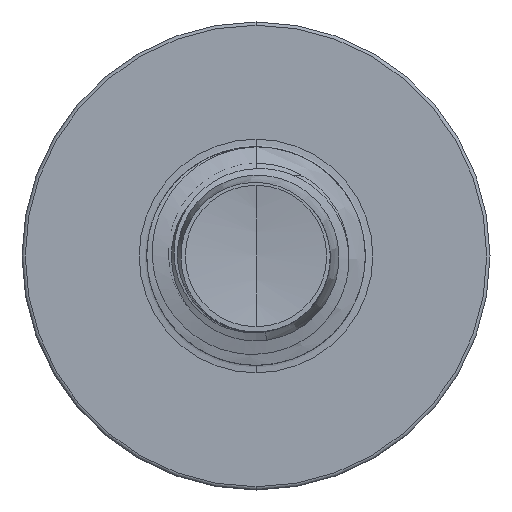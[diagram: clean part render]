
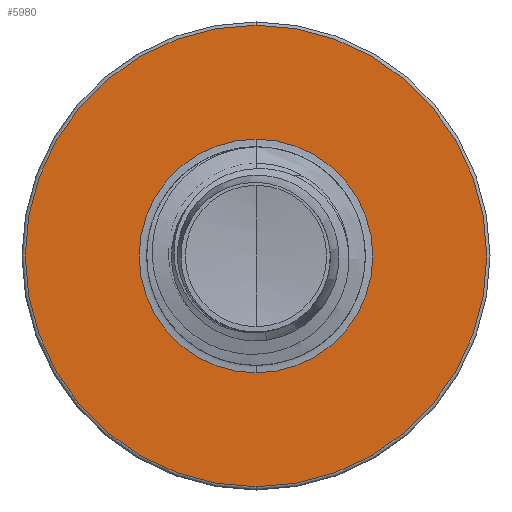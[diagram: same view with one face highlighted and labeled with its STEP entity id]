
A CAD part, front view. The second image highlights one B-rep face of the part: STEP entity #5980.
In plain terms, the highlighted planar face has unit normal (0, -1, 0).
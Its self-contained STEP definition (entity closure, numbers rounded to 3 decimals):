
#373 = DIRECTION ( 'NONE',  ( 0., 1., 0. ) ) ;
#1472 = CIRCLE ( 'NONE', #16982, 1.872 ) ;
#2281 = ORIENTED_EDGE ( 'NONE', *, *, #23382, .T. ) ;
#2958 = ORIENTED_EDGE ( 'NONE', *, *, #23520, .T. ) ;
#3455 = CARTESIAN_POINT ( 'NONE',  ( 0., 17.5, -3.697 ) ) ;
#4325 = CARTESIAN_POINT ( 'NONE',  ( 0., 17.5, 1.872 ) ) ;
#5980 = ADVANCED_FACE ( 'NONE', ( #11108, #30945 ), #25052, .F. ) ;
#6399 = CARTESIAN_POINT ( 'NONE',  ( 0., 17.5, 0. ) ) ;
#6702 = DIRECTION ( 'NONE',  ( 0., 1., 0. ) ) ;
#6722 = DIRECTION ( 'NONE',  ( 0., 0., 1. ) ) ;
#6734 = DIRECTION ( 'NONE',  ( 0., 1., 0. ) ) ;
#6772 = CARTESIAN_POINT ( 'NONE',  ( 0., 17.5, 0. ) ) ;
#6846 = ORIENTED_EDGE ( 'NONE', *, *, #19401, .F. ) ;
#8969 = EDGE_CURVE ( 'NONE', #14513, #18965, #19265, .T. ) ;
#9640 = DIRECTION ( 'NONE',  ( 0., 0., 1. ) ) ;
#10562 = CARTESIAN_POINT ( 'NONE',  ( 0., 17.5, 3.698 ) ) ;
#10901 = VERTEX_POINT ( 'NONE', #4325 ) ;
#11108 = FACE_OUTER_BOUND ( 'NONE', #11176, .T. ) ;
#11176 = EDGE_LOOP ( 'NONE', ( #6846, #17471 ) ) ;
#12527 = AXIS2_PLACEMENT_3D ( 'NONE', #6399, #25883, #9640 ) ;
#14513 = VERTEX_POINT ( 'NONE', #3455 ) ;
#16252 = AXIS2_PLACEMENT_3D ( 'NONE', #6772, #6734, #6722 ) ;
#16982 = AXIS2_PLACEMENT_3D ( 'NONE', #23752, #6702, #26094 ) ;
#17471 = ORIENTED_EDGE ( 'NONE', *, *, #8969, .F. ) ;
#18812 = CARTESIAN_POINT ( 'NONE',  ( 0., 17.5, 0. ) ) ;
#18965 = VERTEX_POINT ( 'NONE', #10562 ) ;
#19265 = CIRCLE ( 'NONE', #16252, 3.698 ) ;
#19355 = EDGE_LOOP ( 'NONE', ( #2958, #2281 ) ) ;
#19401 = EDGE_CURVE ( 'NONE', #18965, #14513, #32760, .T. ) ;
#20601 = AXIS2_PLACEMENT_3D ( 'NONE', #24851, #24828, #26864 ) ;
#20900 = CARTESIAN_POINT ( 'NONE',  ( 0., 17.5, -1.872 ) ) ;
#21494 = DIRECTION ( 'NONE',  ( 0., 0., 1. ) ) ;
#23382 = EDGE_CURVE ( 'NONE', #28981, #10901, #1472, .T. ) ;
#23520 = EDGE_CURVE ( 'NONE', #10901, #28981, #23865, .T. ) ;
#23752 = CARTESIAN_POINT ( 'NONE',  ( 0., 17.5, 0. ) ) ;
#23865 = CIRCLE ( 'NONE', #29545, 1.872 ) ;
#24828 = DIRECTION ( 'NONE',  ( 0., 1., 0. ) ) ;
#24851 = CARTESIAN_POINT ( 'NONE',  ( 0., 17.5, -1.872 ) ) ;
#25052 = PLANE ( 'NONE',  #20601 ) ;
#25883 = DIRECTION ( 'NONE',  ( 0., 1., 0. ) ) ;
#26094 = DIRECTION ( 'NONE',  ( 0., 0., 1. ) ) ;
#26864 = DIRECTION ( 'NONE',  ( 0., 0., 1. ) ) ;
#28981 = VERTEX_POINT ( 'NONE', #20900 ) ;
#29545 = AXIS2_PLACEMENT_3D ( 'NONE', #18812, #373, #21494 ) ;
#30945 = FACE_BOUND ( 'NONE', #19355, .T. ) ;
#32760 = CIRCLE ( 'NONE', #12527, 3.698 ) ;
